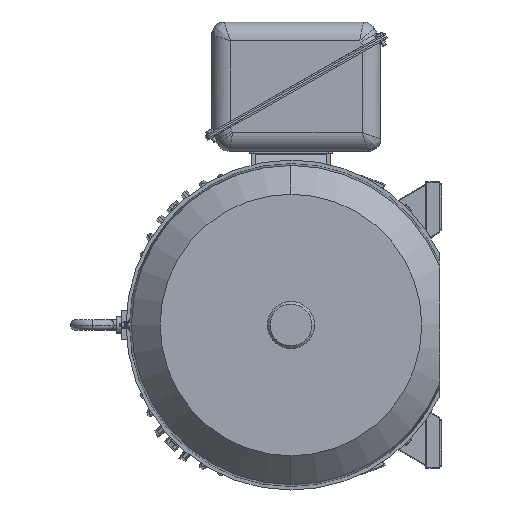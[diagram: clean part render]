
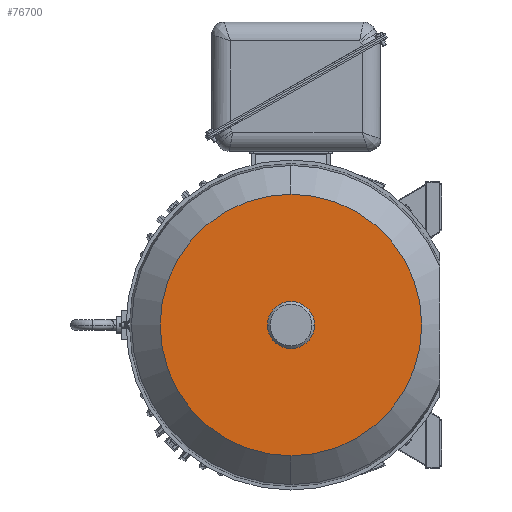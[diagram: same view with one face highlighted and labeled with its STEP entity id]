
A CAD part, left-side view. The second image highlights one B-rep face of the part: STEP entity #76700.
In plain terms, the highlighted planar face has unit normal (-1, 0, 0).
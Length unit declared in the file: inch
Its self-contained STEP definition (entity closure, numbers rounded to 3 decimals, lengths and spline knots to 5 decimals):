
#716 = CARTESIAN_POINT ( 'NONE',  ( -41.771, 0., 1.405 ) ) ;
#6047 = EDGE_CURVE ( 'Defeatured_0_2885+Defeatured_0_2878+Defeatured_0_2878+Defeatured_0_2878', #122363, #10840, #173609, .T. ) ;
#10840 = VERTEX_POINT ( 'NONE', #255835 ) ;
#14911 = AXIS2_PLACEMENT_3D ( 'NONE', #223515, #265219, #147062 ) ;
#16371 = EDGE_LOOP ( 'NONE', ( #105558, #51466 ) ) ;
#18968 = CARTESIAN_POINT ( 'NONE',  ( -41.771, 0., 0. ) ) ;
#32697 = CARTESIAN_POINT ( 'NONE',  ( -41.771, 0., -1.405 ) ) ;
#33437 = CARTESIAN_POINT ( 'NONE',  ( -41.771, 0., -7.815 ) ) ;
#44111 = CIRCLE ( 'NONE', #159805, 7.815 ) ;
#51466 = ORIENTED_EDGE ( 'NONE', *, *, #74019, .F. ) ;
#57025 = ORIENTED_EDGE ( 'NONE', *, *, #215557, .F. ) ;
#62032 = CARTESIAN_POINT ( 'NONE',  ( -41.771, 0., 0. ) ) ;
#69200 = DIRECTION ( 'NONE',  ( 0., -1., 0. ) ) ;
#74019 = EDGE_CURVE ( 'Defeatured_0_2885+Defeatured_0_2878+Defeatured_0_2878+Defeatured_0_2878', #10840, #122363, #44111, .T. ) ;
#76700 = ADVANCED_FACE ( 'Defeatured_0_2878', ( #177537, #145269 ), #251085, .T. ) ;
#85501 = AXIS2_PLACEMENT_3D ( 'NONE', #62032, #190763, #125121 ) ;
#88778 = EDGE_CURVE ( 'Defeatured_0_2976+Defeatured_0_2878+Defeatured_0_2878+Defeatured_0_2878', #161713, #143888, #114437, .T. ) ;
#89384 = CARTESIAN_POINT ( 'NONE',  ( -41.771, 0., 0. ) ) ;
#100952 = DIRECTION ( 'NONE',  ( 0., 0., -1. ) ) ;
#105558 = ORIENTED_EDGE ( 'NONE', *, *, #6047, .F. ) ;
#114437 = CIRCLE ( 'NONE', #221550, 1.405 ) ;
#122363 = VERTEX_POINT ( 'NONE', #33437 ) ;
#125114 = DIRECTION ( 'NONE',  ( -1., 0., 0. ) ) ;
#125121 = DIRECTION ( 'NONE',  ( 0., -1., 0. ) ) ;
#143888 = VERTEX_POINT ( 'NONE', #716 ) ;
#145269 = FACE_BOUND ( 'NONE', #199454, .T. ) ;
#147062 = DIRECTION ( 'NONE',  ( 0., 0., -1. ) ) ;
#159805 = AXIS2_PLACEMENT_3D ( 'NONE', #18968, #162642, #100952 ) ;
#161713 = VERTEX_POINT ( 'NONE', #32697 ) ;
#162642 = DIRECTION ( 'NONE',  ( 1., 0., 0. ) ) ;
#173609 = CIRCLE ( 'NONE', #14911, 7.815 ) ;
#177537 = FACE_OUTER_BOUND ( 'NONE', #16371, .T. ) ;
#190763 = DIRECTION ( 'NONE',  ( -1., 0., 0. ) ) ;
#199454 = EDGE_LOOP ( 'NONE', ( #57025, #252074 ) ) ;
#215557 = EDGE_CURVE ( 'Defeatured_0_2976+Defeatured_0_2878+Defeatured_0_2878+Defeatured_0_2878', #143888, #161713, #256869, .T. ) ;
#221550 = AXIS2_PLACEMENT_3D ( 'NONE', #89384, #252948, #69200 ) ;
#223515 = CARTESIAN_POINT ( 'NONE',  ( -41.771, 0., 0. ) ) ;
#230986 = DIRECTION ( 'NONE',  ( 0., 0., 1. ) ) ;
#249748 = CARTESIAN_POINT ( 'NONE',  ( -41.771, 1.31, 0. ) ) ;
#251085 = PLANE ( 'NONE',  #264163 ) ;
#252074 = ORIENTED_EDGE ( 'NONE', *, *, #88778, .F. ) ;
#252948 = DIRECTION ( 'NONE',  ( -1., 0., 0. ) ) ;
#255835 = CARTESIAN_POINT ( 'NONE',  ( -41.771, 0., 7.815 ) ) ;
#256869 = CIRCLE ( 'NONE', #85501, 1.405 ) ;
#264163 = AXIS2_PLACEMENT_3D ( 'NONE', #249748, #125114, #230986 ) ;
#265219 = DIRECTION ( 'NONE',  ( 1., 0., 0. ) ) ;
